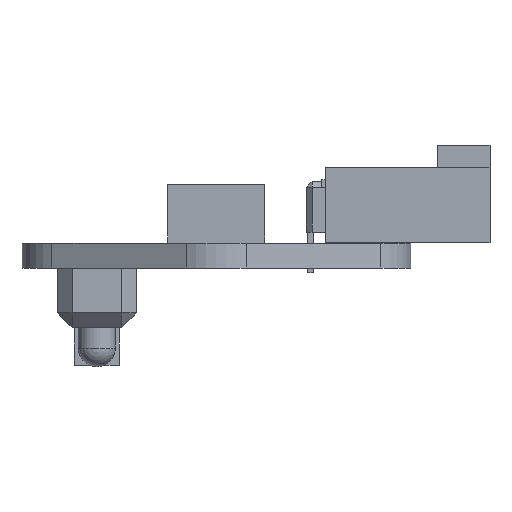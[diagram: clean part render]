
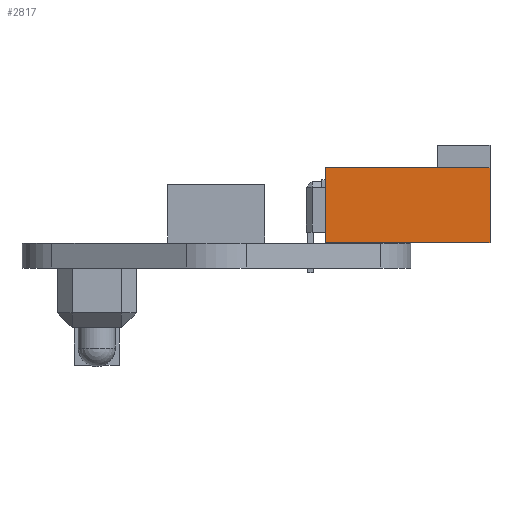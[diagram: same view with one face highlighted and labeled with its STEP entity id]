
A CAD part, left-side view. The second image highlights one B-rep face of the part: STEP entity #2817.
In plain terms, the highlighted planar face has unit normal (-1, 0, 0).
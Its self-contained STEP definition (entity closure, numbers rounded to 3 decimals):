
#32 = PLANE('',#33);
#33 = AXIS2_PLACEMENT_3D('',#34,#35,#36);
#34 = CARTESIAN_POINT('',(4.75,-7.3,1.7));
#35 = DIRECTION('',(0.,1.,0.));
#36 = DIRECTION('',(-0.,0.,1.));
#136 = EDGE_CURVE('',#137,#139,#141,.T.);
#137 = VERTEX_POINT('',#138);
#138 = CARTESIAN_POINT('',(-4.75,-7.3,1.7));
#139 = VERTEX_POINT('',#140);
#140 = CARTESIAN_POINT('',(-4.75,-7.3,6.7));
#141 = SURFACE_CURVE('',#142,(#146,#153),.PCURVE_S1.);
#142 = LINE('',#143,#144);
#143 = CARTESIAN_POINT('',(-4.75,-7.3,1.7));
#144 = VECTOR('',#145,1.);
#145 = DIRECTION('',(-0.,0.,1.));
#146 = PCURVE('',#32,#147);
#147 = DEFINITIONAL_REPRESENTATION('',(#148),#152);
#148 = LINE('',#149,#150);
#149 = CARTESIAN_POINT('',(0.,-9.5));
#150 = VECTOR('',#151,1.);
#151 = DIRECTION('',(1.,0.));
#152 = ( GEOMETRIC_REPRESENTATION_CONTEXT(2) 
PARAMETRIC_REPRESENTATION_CONTEXT() REPRESENTATION_CONTEXT('2D SPACE',''
  ) );
#153 = PCURVE('',#154,#159);
#154 = PLANE('',#155);
#155 = AXIS2_PLACEMENT_3D('',#156,#157,#158);
#156 = CARTESIAN_POINT('',(-4.75,-14.8,1.7));
#157 = DIRECTION('',(-1.,0.,0.));
#158 = DIRECTION('',(-0.,0.,1.));
#159 = DEFINITIONAL_REPRESENTATION('',(#160),#164);
#160 = LINE('',#161,#162);
#161 = CARTESIAN_POINT('',(0.,7.5));
#162 = VECTOR('',#163,1.);
#163 = DIRECTION('',(1.,0.));
#164 = ( GEOMETRIC_REPRESENTATION_CONTEXT(2) 
PARAMETRIC_REPRESENTATION_CONTEXT() REPRESENTATION_CONTEXT('2D SPACE',''
  ) );
#182 = PLANE('',#183);
#183 = AXIS2_PLACEMENT_3D('',#184,#185,#186);
#184 = CARTESIAN_POINT('',(4.75,-14.8,6.7));
#185 = DIRECTION('',(0.,0.,-1.));
#186 = DIRECTION('',(0.,-1.,-0.));
#236 = PLANE('',#237);
#237 = AXIS2_PLACEMENT_3D('',#238,#239,#240);
#238 = CARTESIAN_POINT('',(0.458,-12.953,1.7));
#239 = DIRECTION('',(0.,0.,1.));
#240 = DIRECTION('',(0.,1.,0.));
#371 = PLANE('',#372);
#372 = AXIS2_PLACEMENT_3D('',#373,#374,#375);
#373 = CARTESIAN_POINT('',(4.75,-18.3,1.7));
#374 = DIRECTION('',(0.,-1.,0.));
#375 = DIRECTION('',(0.,0.,-1.));
#651 = VERTEX_POINT('',#652);
#652 = CARTESIAN_POINT('',(-4.75,-18.3,6.7));
#673 = EDGE_CURVE('',#674,#651,#676,.T.);
#674 = VERTEX_POINT('',#675);
#675 = CARTESIAN_POINT('',(-4.75,-18.3,1.7));
#676 = SURFACE_CURVE('',#677,(#681,#688),.PCURVE_S1.);
#677 = LINE('',#678,#679);
#678 = CARTESIAN_POINT('',(-4.75,-18.3,1.7));
#679 = VECTOR('',#680,1.);
#680 = DIRECTION('',(0.,0.,1.));
#681 = PCURVE('',#371,#682);
#682 = DEFINITIONAL_REPRESENTATION('',(#683),#687);
#683 = LINE('',#684,#685);
#684 = CARTESIAN_POINT('',(0.,-9.5));
#685 = VECTOR('',#686,1.);
#686 = DIRECTION('',(-1.,0.));
#687 = ( GEOMETRIC_REPRESENTATION_CONTEXT(2) 
PARAMETRIC_REPRESENTATION_CONTEXT() REPRESENTATION_CONTEXT('2D SPACE',''
  ) );
#688 = PCURVE('',#154,#689);
#689 = DEFINITIONAL_REPRESENTATION('',(#690),#694);
#690 = LINE('',#691,#692);
#691 = CARTESIAN_POINT('',(0.,-3.5));
#692 = VECTOR('',#693,1.);
#693 = DIRECTION('',(1.,0.));
#694 = ( GEOMETRIC_REPRESENTATION_CONTEXT(2) 
PARAMETRIC_REPRESENTATION_CONTEXT() REPRESENTATION_CONTEXT('2D SPACE',''
  ) );
#2817 = ADVANCED_FACE('',(#2818),#154,.T.);
#2818 = FACE_BOUND('',#2819,.T.);
#2819 = EDGE_LOOP('',(#2820,#2841,#2842,#2863));
#2820 = ORIENTED_EDGE('',*,*,#2821,.F.);
#2821 = EDGE_CURVE('',#674,#137,#2822,.T.);
#2822 = SURFACE_CURVE('',#2823,(#2827,#2834),.PCURVE_S1.);
#2823 = LINE('',#2824,#2825);
#2824 = CARTESIAN_POINT('',(-4.75,-14.8,1.7));
#2825 = VECTOR('',#2826,1.);
#2826 = DIRECTION('',(0.,1.,0.));
#2827 = PCURVE('',#154,#2828);
#2828 = DEFINITIONAL_REPRESENTATION('',(#2829),#2833);
#2829 = LINE('',#2830,#2831);
#2830 = CARTESIAN_POINT('',(0.,0.));
#2831 = VECTOR('',#2832,1.);
#2832 = DIRECTION('',(0.,1.));
#2833 = ( GEOMETRIC_REPRESENTATION_CONTEXT(2) 
PARAMETRIC_REPRESENTATION_CONTEXT() REPRESENTATION_CONTEXT('2D SPACE',''
  ) );
#2834 = PCURVE('',#236,#2835);
#2835 = DEFINITIONAL_REPRESENTATION('',(#2836),#2840);
#2836 = LINE('',#2837,#2838);
#2837 = CARTESIAN_POINT('',(-1.847,5.208));
#2838 = VECTOR('',#2839,1.);
#2839 = DIRECTION('',(1.,0.));
#2840 = ( GEOMETRIC_REPRESENTATION_CONTEXT(2) 
PARAMETRIC_REPRESENTATION_CONTEXT() REPRESENTATION_CONTEXT('2D SPACE',''
  ) );
#2841 = ORIENTED_EDGE('',*,*,#673,.T.);
#2842 = ORIENTED_EDGE('',*,*,#2843,.T.);
#2843 = EDGE_CURVE('',#651,#139,#2844,.T.);
#2844 = SURFACE_CURVE('',#2845,(#2849,#2856),.PCURVE_S1.);
#2845 = LINE('',#2846,#2847);
#2846 = CARTESIAN_POINT('',(-4.75,-18.3,6.7));
#2847 = VECTOR('',#2848,1.);
#2848 = DIRECTION('',(0.,1.,0.));
#2849 = PCURVE('',#154,#2850);
#2850 = DEFINITIONAL_REPRESENTATION('',(#2851),#2855);
#2851 = LINE('',#2852,#2853);
#2852 = CARTESIAN_POINT('',(5.,-3.5));
#2853 = VECTOR('',#2854,1.);
#2854 = DIRECTION('',(0.,1.));
#2855 = ( GEOMETRIC_REPRESENTATION_CONTEXT(2) 
PARAMETRIC_REPRESENTATION_CONTEXT() REPRESENTATION_CONTEXT('2D SPACE',''
  ) );
#2856 = PCURVE('',#182,#2857);
#2857 = DEFINITIONAL_REPRESENTATION('',(#2858),#2862);
#2858 = LINE('',#2859,#2860);
#2859 = CARTESIAN_POINT('',(3.5,9.5));
#2860 = VECTOR('',#2861,1.);
#2861 = DIRECTION('',(-1.,0.));
#2862 = ( GEOMETRIC_REPRESENTATION_CONTEXT(2) 
PARAMETRIC_REPRESENTATION_CONTEXT() REPRESENTATION_CONTEXT('2D SPACE',''
  ) );
#2863 = ORIENTED_EDGE('',*,*,#136,.F.);
